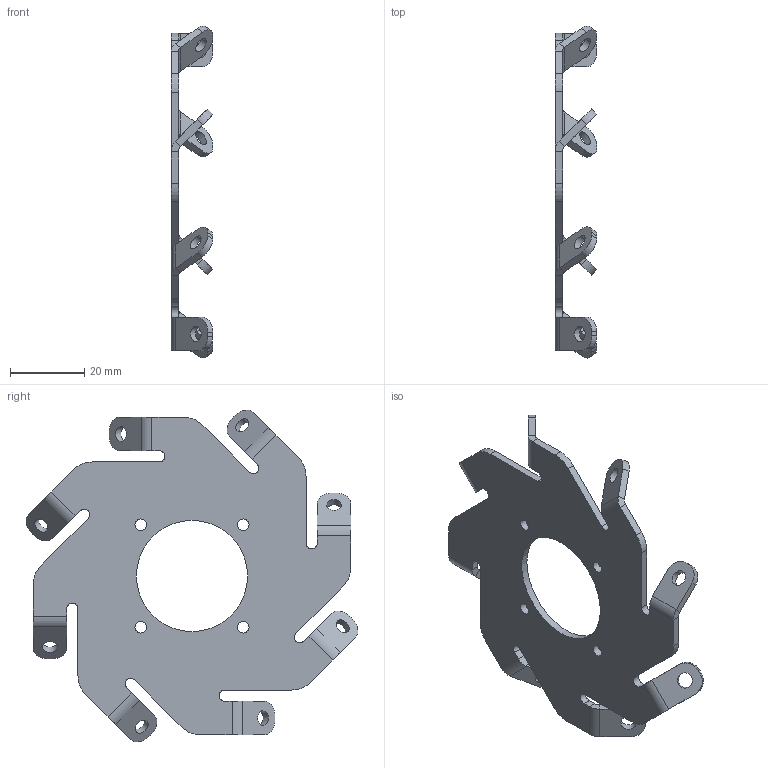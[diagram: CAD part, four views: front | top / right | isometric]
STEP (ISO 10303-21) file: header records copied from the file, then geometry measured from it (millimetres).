
FILE_DESCRIPTION(/* description */ (''),/* implementation_level */ '2;1');
FILE_NAME(/* name */ 'RollerCarrier.step',/* time_stamp */ '2023-12-14T22:42:25+01:00',/* author */ (''),/* organization */ (''),/* preprocessor_version */ 'ST-DEVELOPER v20',/* originating_system */ 'Autodesk Translation Framework v12.14.0.127',/* authorisation */ '');
FILE_SCHEMA (('AUTOMOTIVE_DESIGN { 1 0 10303 214 3 1 1 }'));
Length unit declared in the file: millimetre
Products named in the file (1): RollerCarrier
Bounding box: 11.27 x 89.45 x 89.45 mm (x, y, z)
Volume: 9825.5 mm3; surface area: 11479.6 mm2
Topology: 1 solids, 1 shells, 143 faces, 359 edges, 218 vertices
Faces by surface type: plane 82, cylinder 61
Full cylindrical faces by diameter (mm): 3.1 x4, 4.1 x8, 30 x1
Entity records: 4315 total; most frequent: DIRECTION 769, CARTESIAN_POINT 721, ORIENTED_EDGE 718, EDGE_CURVE 359, AXIS2_PLACEMENT_3D 266, LINE 237, VECTOR 237, VERTEX_POINT 218
